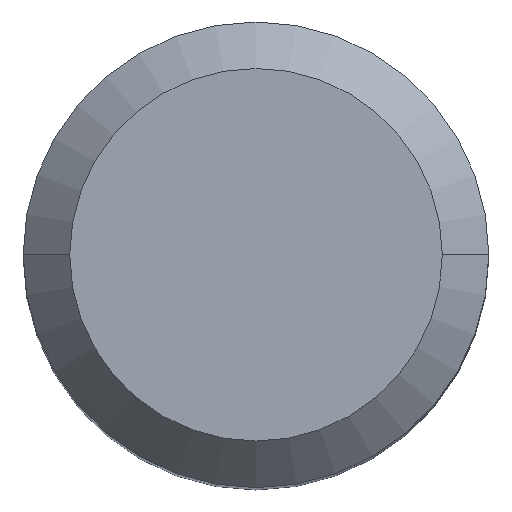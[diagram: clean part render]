
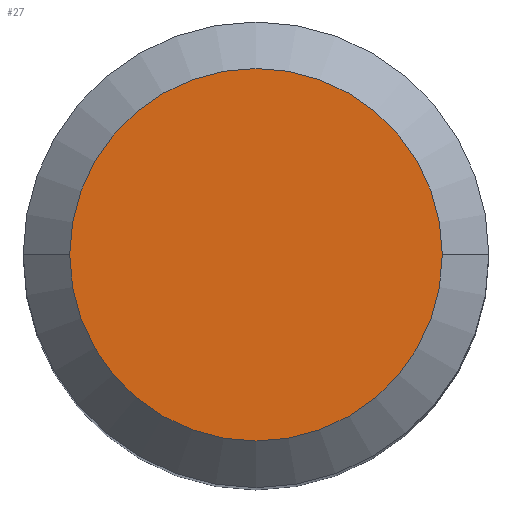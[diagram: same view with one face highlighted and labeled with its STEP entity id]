
A CAD part, top view. The second image highlights one B-rep face of the part: STEP entity #27.
In plain terms, the highlighted planar face has unit normal (0, 0, 1).
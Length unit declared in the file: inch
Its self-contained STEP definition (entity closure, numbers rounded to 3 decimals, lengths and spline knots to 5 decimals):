
#7 = CARTESIAN_POINT ( 'NONE',  ( 0., 0., 0. ) ) ;
#11 = ORIENTED_EDGE ( 'NONE', *, *, #148, .T. ) ;
#27 = ADVANCED_FACE ( 'NONE', ( #263 ), #43, .F. ) ;
#35 = DIRECTION ( 'NONE',  ( 0., 0., 1. ) ) ;
#43 = PLANE ( 'NONE',  #279 ) ;
#58 = EDGE_LOOP ( 'NONE', ( #188, #11 ) ) ;
#78 = CARTESIAN_POINT ( 'NONE',  ( 0., 0., 0. ) ) ;
#94 = VERTEX_POINT ( 'NONE', #408 ) ;
#95 = VERTEX_POINT ( 'NONE', #261 ) ;
#105 = CIRCLE ( 'NONE', #297, 0.25196 ) ;
#106 = EDGE_CURVE ( 'NONE', #95, #94, #402, .T. ) ;
#120 = DIRECTION ( 'NONE',  ( 1., 0., 0. ) ) ;
#148 = EDGE_CURVE ( 'NONE', #94, #95, #105, .T. ) ;
#188 = ORIENTED_EDGE ( 'NONE', *, *, #106, .T. ) ;
#222 = DIRECTION ( 'NONE',  ( 0., 0., -1. ) ) ;
#257 = DIRECTION ( 'NONE',  ( 1., 0., 0. ) ) ;
#260 = DIRECTION ( 'NONE',  ( -1., 0., 0. ) ) ;
#261 = CARTESIAN_POINT ( 'NONE',  ( -0.25196, 0., 0. ) ) ;
#263 = FACE_OUTER_BOUND ( 'NONE', #58, .T. ) ;
#279 = AXIS2_PLACEMENT_3D ( 'NONE', #7, #222, #260 ) ;
#297 = AXIS2_PLACEMENT_3D ( 'NONE', #78, #377, #257 ) ;
#344 = CARTESIAN_POINT ( 'NONE',  ( 0., 0., 0. ) ) ;
#377 = DIRECTION ( 'NONE',  ( 0., 0., 1. ) ) ;
#402 = CIRCLE ( 'NONE', #465, 0.25196 ) ;
#408 = CARTESIAN_POINT ( 'NONE',  ( 0.25196, 0., 0. ) ) ;
#465 = AXIS2_PLACEMENT_3D ( 'NONE', #344, #35, #120 ) ;
